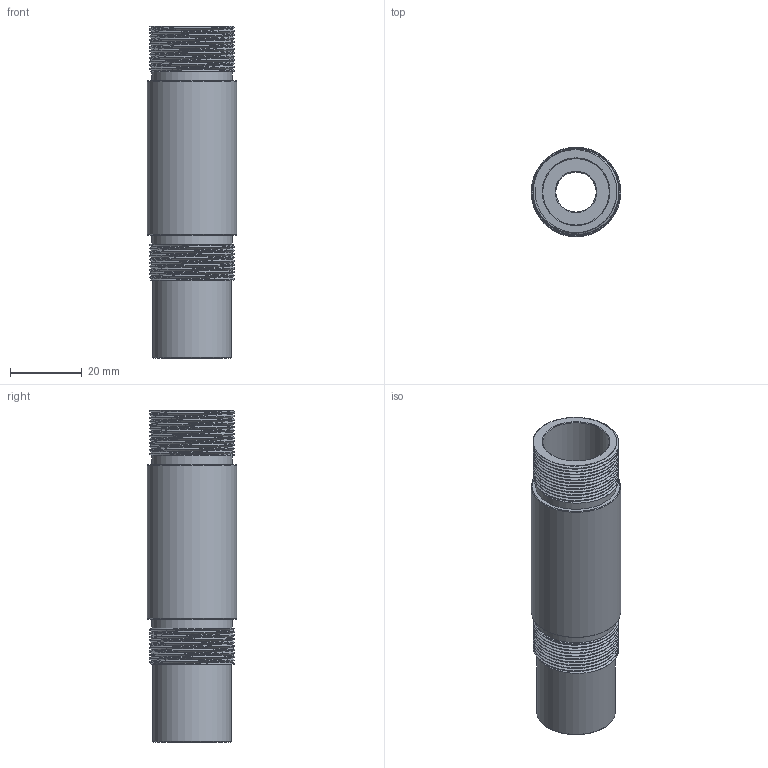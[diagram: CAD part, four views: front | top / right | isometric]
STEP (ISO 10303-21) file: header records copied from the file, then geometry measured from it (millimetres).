
FILE_DESCRIPTION(/* description */ (''),/* implementation_level */ '2;1');
FILE_NAME(/* name */ 'Canon variateur.step',/* time_stamp */ '2024-03-28T07:55:59+01:00',/* author */ (''),/* organization */ (''),/* preprocessor_version */ 'ST-DEVELOPER v20',/* originating_system */ 'Autodesk Translation Framework v12.20.1.177',/* authorisation */ '');
FILE_SCHEMA (('AUTOMOTIVE_DESIGN { 1 0 10303 214 3 1 1 }'));
Length unit declared in the file: millimetre
Products named in the file (1): Repère disque
Bounding box: 24.9 x 24.9 x 92.4 mm (x, y, z)
Volume: 26837.5 mm3; surface area: 12768.4 mm2
Topology: 1 solids, 1 shells, 79 faces, 204 edges, 134 vertices
Faces by surface type: cylinder 58, plane 11, cone 6, bspline 4
Full cylindrical faces by diameter (mm): 11.2 x1, 18.5 x1, 22 x1, 22.5 x2, 22.738 x21, 23.884 x21, 24.9 x1
Entity records: 8129 total; most frequent: CARTESIAN_POINT 6355, ORIENTED_EDGE 408, DIRECTION 280, EDGE_CURVE 204, VERTEX_POINT 134, B_SPLINE_CURVE_WITH_KNOTS 107, AXIS2_PLACEMENT_3D 107, EDGE_LOOP 88
